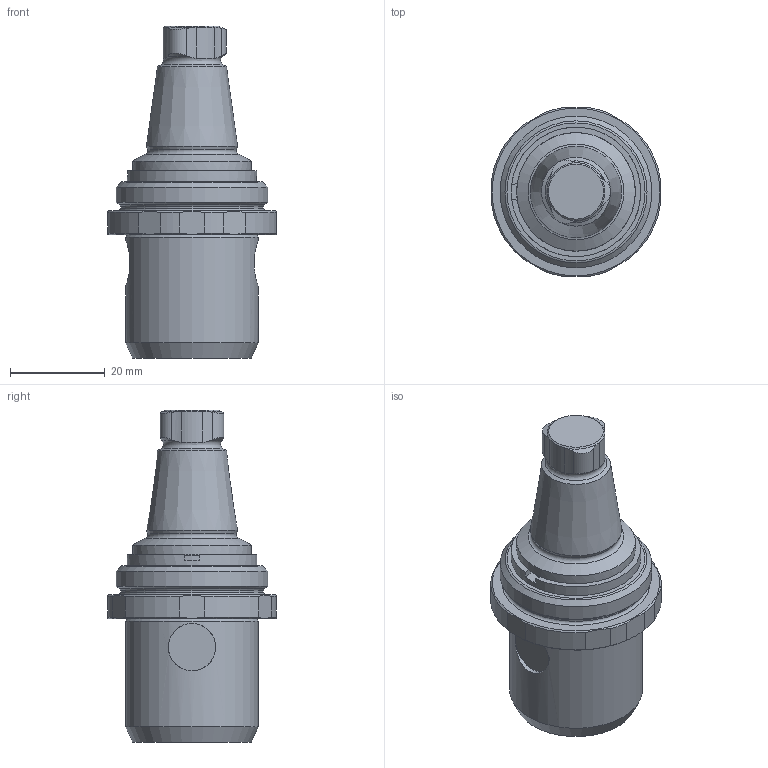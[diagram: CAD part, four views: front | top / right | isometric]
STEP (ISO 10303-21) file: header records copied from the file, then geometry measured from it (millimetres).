
FILE_DESCRIPTION(/* description */ ('Unknown'),/* implementation_level */ '2;1');
FILE_NAME(/* name */ '320120010',/* time_stamp */ '2020-07-10T11:41:01+02:00',/* author */ ('WTO KS'),/* organization */ ('WTO'),/* preprocessor_version */ 'ST-DEVELOPER v16.7',/* originating_system */ 'DEX',/* authorisation */ $);
FILE_SCHEMA (('AUTOMOTIVE_DESIGN {1 0 10303 214 3 1 1}'));
Length unit declared in the file: millimetre
Products named in the file (1): 090306_320120010_vereinfacht_STP_00415583
Bounding box: 35.6 x 35.6 x 70 mm (x, y, z)
Volume: 30540.3 mm3; surface area: 8703.8 mm2
Topology: 1 solids, 1 shells, 80 faces, 195 edges, 121 vertices
Faces by surface type: cylinder 31, plane 25, cone 18, torus 6
Full cylindrical faces by diameter (mm): 10 x3, 10.5 x1, 22.8 x1, 23 x1, 25 x1, 27.3 x1, 28 x1, 30.1 x1, 32 x1
Entity records: 2228 total; most frequent: CARTESIAN_POINT 518, DIRECTION 346, ORIENTED_EDGE 314, EDGE_CURVE 157, AXIS2_PLACEMENT_3D 150, EDGE_LOOP 117, FACE_BOUND 117, VERTEX_POINT 112
